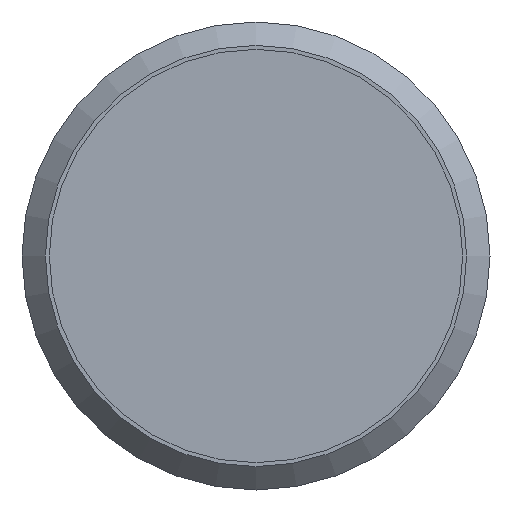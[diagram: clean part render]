
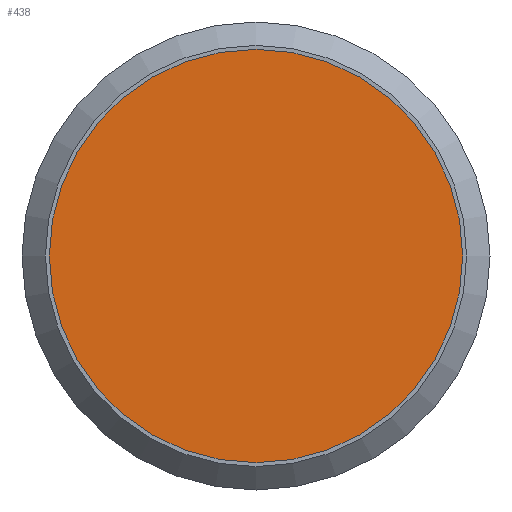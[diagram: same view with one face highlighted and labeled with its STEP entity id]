
A CAD part, front view. The second image highlights one B-rep face of the part: STEP entity #438.
In plain terms, the highlighted planar face has unit normal (0, -1, 0).
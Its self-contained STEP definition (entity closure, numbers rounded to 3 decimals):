
#51=CIRCLE('',#499,5.3);
#77=FACE_OUTER_BOUND('',#104,.T.);
#104=EDGE_LOOP('',(#356));
#200=VERTEX_POINT('',#806);
#254=EDGE_CURVE('',#200,#200,#51,.T.);
#356=ORIENTED_EDGE('',*,*,#254,.T.);
#390=PLANE('',#501);
#438=ADVANCED_FACE('',(#77),#390,.T.);
#499=AXIS2_PLACEMENT_3D('',#807,#605,#606);
#501=AXIS2_PLACEMENT_3D('',#811,#610,#611);
#605=DIRECTION('center_axis',(0.,-1.,0.));
#606=DIRECTION('ref_axis',(1.,0.,0.));
#610=DIRECTION('center_axis',(0.,-1.,0.));
#611=DIRECTION('ref_axis',(0.,0.,-1.));
#806=CARTESIAN_POINT('',(-29.895,-72.861,10.723));
#807=CARTESIAN_POINT('Origin',(-24.595,-72.861,10.723));
#811=CARTESIAN_POINT('Origin',(-21.945,-72.861,10.723));
